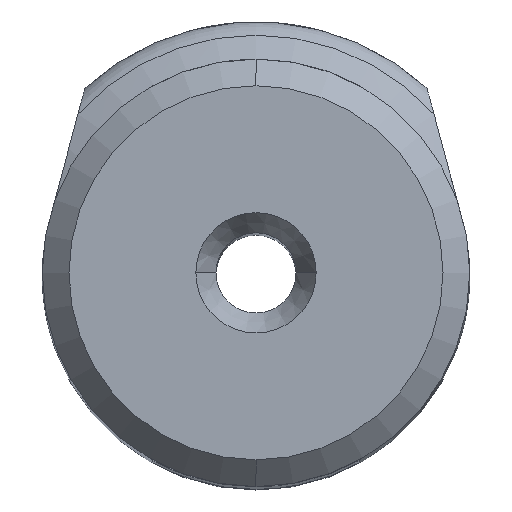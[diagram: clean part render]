
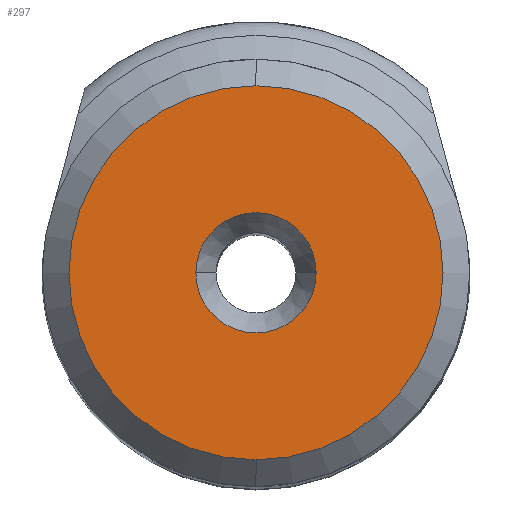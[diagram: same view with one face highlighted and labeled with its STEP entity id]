
A CAD part, top view. The second image highlights one B-rep face of the part: STEP entity #297.
In plain terms, the highlighted planar face has unit normal (0, 0, 1).
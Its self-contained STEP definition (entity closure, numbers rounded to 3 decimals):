
#33=PLANE('',#1133);
#62=FACE_BOUND('',#406,.T.);
#63=FACE_BOUND('',#407,.T.);
#297=ADVANCED_FACE('',(#62,#63),#33,.T.);
#406=EDGE_LOOP('',(#638,#639));
#407=EDGE_LOOP('',(#640,#641));
#638=ORIENTED_EDGE('',*,*,#979,.T.);
#639=ORIENTED_EDGE('',*,*,#869,.T.);
#640=ORIENTED_EDGE('',*,*,#980,.F.);
#641=ORIENTED_EDGE('',*,*,#875,.F.);
#767=VERTEX_POINT('',#1640);
#768=VERTEX_POINT('',#1641);
#773=VERTEX_POINT('',#1652);
#774=VERTEX_POINT('',#1654);
#869=EDGE_CURVE('',#767,#768,#1001,.T.);
#875=EDGE_CURVE('',#773,#774,#1004,.T.);
#979=EDGE_CURVE('',#768,#767,#1031,.T.);
#980=EDGE_CURVE('',#774,#773,#1032,.T.);
#1001=CIRCLE('',#1074,7.);
#1004=CIRCLE('',#1078,2.25);
#1031=CIRCLE('',#1131,7.);
#1032=CIRCLE('',#1132,2.25);
#1074=AXIS2_PLACEMENT_3D('',#1639,#1211,#1212);
#1078=AXIS2_PLACEMENT_3D('',#1653,#1222,#1223);
#1131=AXIS2_PLACEMENT_3D('',#2400,#1363,#1364);
#1132=AXIS2_PLACEMENT_3D('',#2401,#1365,#1366);
#1133=AXIS2_PLACEMENT_3D('',#2402,#1367,#1368);
#1211=DIRECTION('',(0.,0.,1.));
#1212=DIRECTION('',(0.,1.,0.));
#1222=DIRECTION('',(0.,0.,1.));
#1223=DIRECTION('',(1.,0.,0.));
#1363=DIRECTION('',(0.,0.,1.));
#1364=DIRECTION('',(0.,1.,0.));
#1365=DIRECTION('',(0.,0.,1.));
#1366=DIRECTION('',(1.,0.,0.));
#1367=DIRECTION('',(0.,0.,1.));
#1368=DIRECTION('',(-1.,0.,0.));
#1639=CARTESIAN_POINT('',(0.,0.,0.));
#1640=CARTESIAN_POINT('',(0.,7.,0.));
#1641=CARTESIAN_POINT('',(0.,-7.,0.));
#1652=CARTESIAN_POINT('',(-2.25,0.,0.));
#1653=CARTESIAN_POINT('',(0.,0.,0.));
#1654=CARTESIAN_POINT('',(2.25,0.,0.));
#2400=CARTESIAN_POINT('',(0.,0.,0.));
#2401=CARTESIAN_POINT('',(0.,0.,0.));
#2402=CARTESIAN_POINT('',(0.,9.5,0.));
